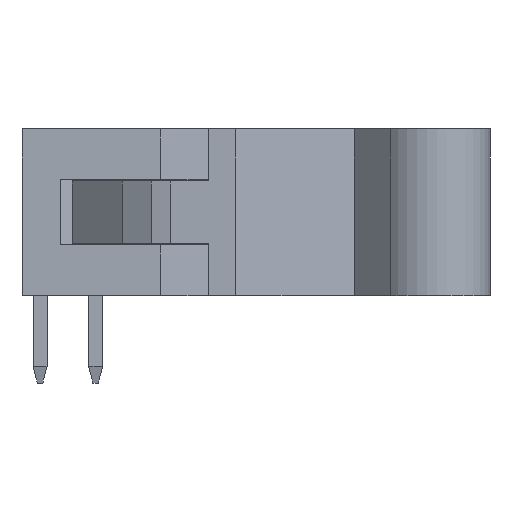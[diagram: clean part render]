
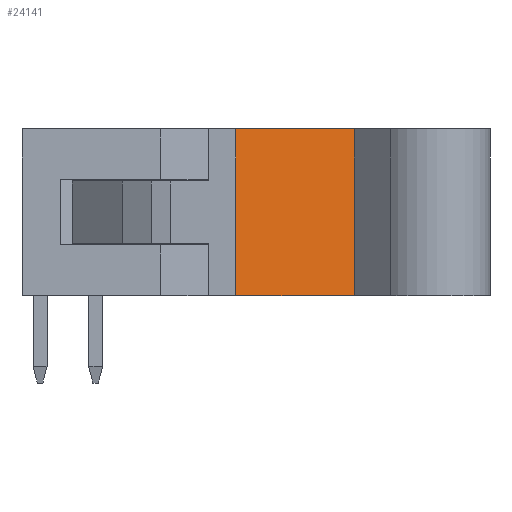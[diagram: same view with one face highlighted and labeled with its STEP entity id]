
A CAD part, front view. The second image highlights one B-rep face of the part: STEP entity #24141.
In plain terms, the highlighted face is planar.
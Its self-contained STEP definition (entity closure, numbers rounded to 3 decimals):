
#638=ORIENTED_EDGE('',*,*,#7571,.T.);
#639=ORIENTED_EDGE('',*,*,#7572,.F.);
#640=ORIENTED_EDGE('',*,*,#7532,.F.);
#641=ORIENTED_EDGE('',*,*,#7569,.T.);
#7532=EDGE_CURVE('',#11036,#11037,#13284,.T.);
#7569=EDGE_CURVE('',#11036,#11060,#13311,.T.);
#7571=EDGE_CURVE('',#11060,#11061,#13313,.T.);
#7572=EDGE_CURVE('',#11037,#11061,#13314,.T.);
#11036=VERTEX_POINT('',#34284);
#11037=VERTEX_POINT('',#34286);
#11060=VERTEX_POINT('',#34360);
#11061=VERTEX_POINT('',#34365);
#13284=LINE('',#34285,#16660);
#13311=LINE('',#34361,#16687);
#13313=LINE('',#34364,#16689);
#13314=LINE('',#34366,#16690);
#16660=VECTOR('',#27771,1000.);
#16687=VECTOR('',#27848,1000.);
#16689=VECTOR('',#27852,1000.);
#16690=VECTOR('',#27853,1000.);
#19976=EDGE_LOOP('',(#638,#639,#640,#641));
#21414=FACE_BOUND('',#19976,.T.);
#22830=PLANE('',#26035);
#24141=ADVANCED_FACE('',(#21414),#22830,.F.);
#26035=AXIS2_PLACEMENT_3D('',#34363,#27850,#27851);
#27771=DIRECTION('',(-0.228,0.,0.974));
#27848=DIRECTION('',(0.,1.,0.));
#27850=DIRECTION('',(-0.974,0.,-0.228));
#27851=DIRECTION('',(-0.228,0.,0.974));
#27852=DIRECTION('',(-0.228,0.,0.974));
#27853=DIRECTION('',(0.,1.,0.));
#34284=CARTESIAN_POINT('',(32.85,-3.,2.694));
#34285=CARTESIAN_POINT('',(32.85,-3.,2.694));
#34286=CARTESIAN_POINT('',(31.85,-3.,6.96));
#34360=CARTESIAN_POINT('',(32.85,3.,2.694));
#34361=CARTESIAN_POINT('',(32.85,-3.,2.694));
#34363=CARTESIAN_POINT('',(32.85,-3.,2.694));
#34364=CARTESIAN_POINT('',(32.85,3.,2.694));
#34365=CARTESIAN_POINT('',(31.85,3.,6.96));
#34366=CARTESIAN_POINT('',(31.85,-3.,6.96));
